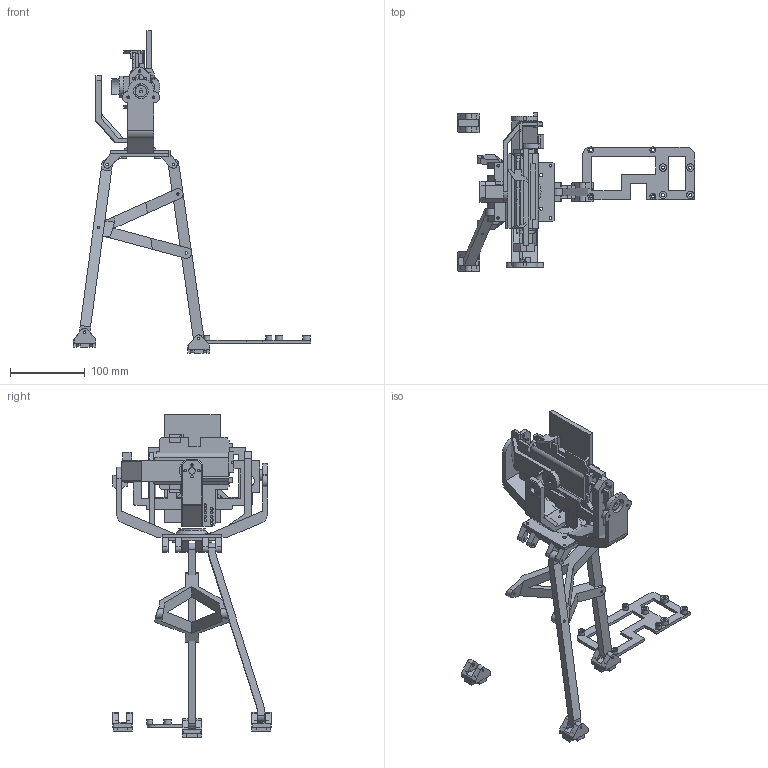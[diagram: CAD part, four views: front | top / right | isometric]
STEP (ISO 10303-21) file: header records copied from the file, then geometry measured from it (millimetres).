
FILE_DESCRIPTION(/* description */ (''),/* implementation_level */ '2;1');
FILE_NAME(/* name */ 'roomba robot extra parts v7.step',/* time_stamp */ '2020-11-09T13:45:03+09:00',/* author */ (''),/* organization */ (''),/* preprocessor_version */ 'ST-DEVELOPER v18.1',/* originating_system */ 'Autodesk Translation Framework v9.3.0.1241',/* authorisation */ '');
FILE_SCHEMA (('AUTOMOTIVE_DESIGN { 1 0 10303 214 3 1 1 }'));
Length unit declared in the file: millimetre
Products named in the file (14): roomba robot extra parts; gimbal mount foot; gimbal base; front arm; Component6; rear arm; phone; gimbal bottom adapter; gimbal yaw arm; gimbal roll arm; gimbal phone mount; vertical gimbal base; phone mount v; stepper base
Assembly tree (15 placements, depth 3):
  roomba robot extra parts
    gimbal mount foot  x3
    gimbal base
    front arm
      Component6
    rear arm
    phone
    gimbal bottom adapter
    gimbal yaw arm
    gimbal roll arm
    gimbal phone mount
    vertical gimbal base
    phone mount v
    stepper base
Bounding box: 318 x 212 x 432.98 mm (x, y, z)
Volume: 732099 mm3; surface area: 322658.9 mm2
Topology: 23 solids, 23 shells, 879 faces, 2431 edges, 1597 vertices
Faces by surface type: plane 619, cylinder 258, cone 2
Full cylindrical faces by diameter (mm): 2.5 x2, 3.2 x37, 3.3 x18, 3.4 x25, 4.2 x24, 6 x1, 7 x1, 7.029 x1, 8 x8, 9 x2, 10 x5, 11 x2, 13.92 x1, 15 x1, 18 x1, 20 x1, 35 x1
Entity records: 24447 total; most frequent: CARTESIAN_POINT 4187, ORIENTED_EDGE 4078, DIRECTION 4055, EDGE_CURVE 2039, LINE 1561, VECTOR 1561, VERTEX_POINT 1341, AXIS2_PLACEMENT_3D 1247
